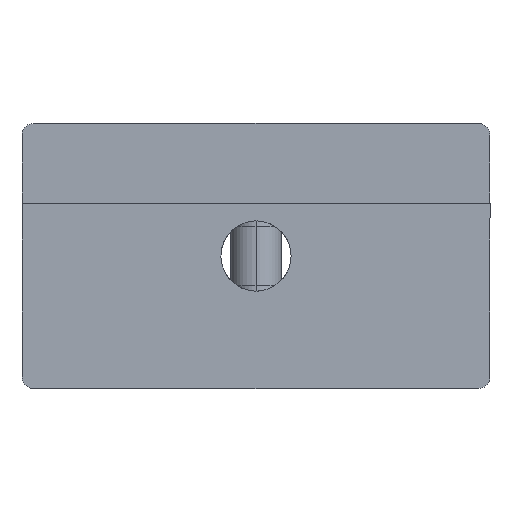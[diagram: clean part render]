
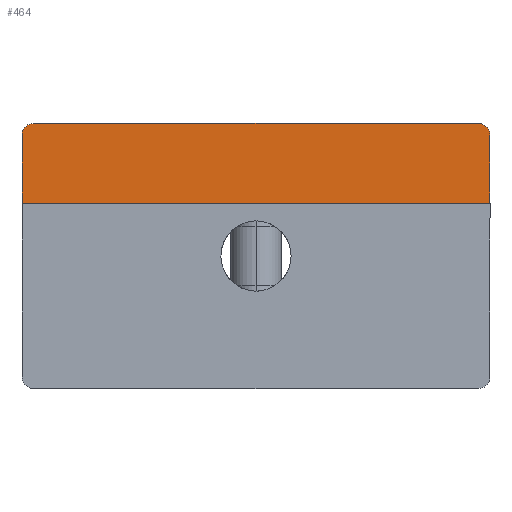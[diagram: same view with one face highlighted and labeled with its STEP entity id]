
A CAD part, left-side view. The second image highlights one B-rep face of the part: STEP entity #464.
In plain terms, the highlighted cylindrical face has radius 500000 mm (diameter 1e+06 mm), a partial arc.
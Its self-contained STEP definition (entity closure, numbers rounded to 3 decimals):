
#73 = CARTESIAN_POINT ( 'NONE',  ( -55., 28.5, 17. ) ) ;
#150 = CARTESIAN_POINT ( 'NONE',  ( -55., 29.165, 16.848 ) ) ;
#199 = ORIENTED_EDGE ( 'NONE', *, *, #792, .T. ) ;
#235 = AXIS2_PLACEMENT_3D ( 'NONE', #568, #2665, #1416 ) ;
#293 = ORIENTED_EDGE ( 'NONE', *, *, #3281, .T. ) ;
#372 = ORIENTED_EDGE ( 'NONE', *, *, #3239, .F. ) ;
#384 = CARTESIAN_POINT ( 'NONE',  ( -55., 30., 15.698 ) ) ;
#464 = ADVANCED_FACE ( 'NONE', ( #3000 ), #799, .F. ) ;
#552 = EDGE_CURVE ( 'NONE', #626, #3287, #1540, .T. ) ;
#568 = CARTESIAN_POINT ( 'NONE',  ( -500055., -39., 0. ) ) ;
#607 = VECTOR ( 'NONE', #3031, 1000. ) ;
#626 = VERTEX_POINT ( 'NONE', #2712 ) ;
#637 = CARTESIAN_POINT ( 'NONE',  ( -55., 29.81, 16.255 ) ) ;
#738 = CARTESIAN_POINT ( 'NONE',  ( -55., -28.5, 17. ) ) ;
#742 = CARTESIAN_POINT ( 'NONE',  ( -55., -29.848, 16.165 ) ) ;
#749 = DIRECTION ( 'NONE',  ( 1., 0., 0. ) ) ;
#792 = EDGE_CURVE ( 'NONE', #1136, #1318, #1812, .T. ) ;
#799 = CYLINDRICAL_SURFACE ( 'NONE', #235, 500000. ) ;
#953 = CARTESIAN_POINT ( 'NONE',  ( -55., -29.693, 16.414 ) ) ;
#1010 = CARTESIAN_POINT ( 'NONE',  ( -55., -30., 15.5 ) ) ;
#1066 = DIRECTION ( 'NONE',  ( 0., -1., 0. ) ) ;
#1136 = VERTEX_POINT ( 'NONE', #3292 ) ;
#1169 = ORIENTED_EDGE ( 'NONE', *, *, #1558, .F. ) ;
#1211 = ORIENTED_EDGE ( 'NONE', *, *, #552, .T. ) ;
#1218 = AXIS2_PLACEMENT_3D ( 'NONE', #2345, #2101, #1862 ) ;
#1294 = CARTESIAN_POINT ( 'NONE',  ( -55., -29.802, 16.251 ) ) ;
#1297 = VERTEX_POINT ( 'NONE', #3149 ) ;
#1318 = VERTEX_POINT ( 'NONE', #738 ) ;
#1416 = DIRECTION ( 'NONE',  ( 0., 0., 1. ) ) ;
#1427 = CARTESIAN_POINT ( 'NONE',  ( -55., 30., 15.5 ) ) ;
#1471 = ORIENTED_EDGE ( 'NONE', *, *, #2755, .T. ) ;
#1509 = CIRCLE ( 'NONE', #2881, 500000. ) ;
#1531 = CARTESIAN_POINT ( 'NONE',  ( -55., -29.423, 16.698 ) ) ;
#1540 = LINE ( 'NONE', #2599, #2430 ) ;
#1558 = EDGE_CURVE ( 'NONE', #626, #1950, #1509, .T. ) ;
#1685 = EDGE_LOOP ( 'NONE', ( #372, #199, #1471, #293, #1169, #1211 ) ) ;
#1692 = CARTESIAN_POINT ( 'NONE',  ( -55., -30., 15.599 ) ) ;
#1702 = CARTESIAN_POINT ( 'NONE',  ( -55., -30., 6.75 ) ) ;
#1755 = B_SPLINE_CURVE_WITH_KNOTS ( 'NONE', 3,
 ( #73, #2174, #2993, #2733, #2476, #150, #2702, #3216, #2209, #3253, #637, #2158, #384, #1427 ),
 .UNSPECIFIED., .F., .F.,
 ( 4, 2, 2, 2, 2, 2, 4 ),
 ( 0., 0., 0.001, 0.001, 0.001, 0.002, 0.002 ),
 .UNSPECIFIED. ) ;
#1804 = CARTESIAN_POINT ( 'NONE',  ( -55., -29.256, 16.81 ) ) ;
#1812 = B_SPLINE_CURVE_WITH_KNOTS ( 'NONE', 3,
 ( #1010, #1692, #1973, #3019, #3378, #742, #1294, #953, #2588, #1531, #1804, #2065, #2339, #3319 ),
 .UNSPECIFIED., .F., .F.,
 ( 4, 2, 2, 2, 2, 2, 4 ),
 ( 0., 0., 0.001, 0.001, 0.001, 0.002, 0.002 ),
 .UNSPECIFIED. ) ;
#1862 = DIRECTION ( 'NONE',  ( -1., 0., 0. ) ) ;
#1941 = CARTESIAN_POINT ( 'NONE',  ( -55., 30., 15.5 ) ) ;
#1950 = VERTEX_POINT ( 'NONE', #1941 ) ;
#1973 = CARTESIAN_POINT ( 'NONE',  ( -55., -29.99, 15.696 ) ) ;
#2065 = CARTESIAN_POINT ( 'NONE',  ( -55., -28.895, 16.96 ) ) ;
#2101 = DIRECTION ( 'NONE',  ( 0., 1., 0. ) ) ;
#2158 = CARTESIAN_POINT ( 'NONE',  ( -55., 29.96, 15.895 ) ) ;
#2174 = CARTESIAN_POINT ( 'NONE',  ( -55., 28.599, 17. ) ) ;
#2209 = CARTESIAN_POINT ( 'NONE',  ( -55., 29.491, 16.63 ) ) ;
#2315 = CARTESIAN_POINT ( 'NONE',  ( -500055., 30., 0. ) ) ;
#2339 = CARTESIAN_POINT ( 'NONE',  ( -55., -28.698, 17. ) ) ;
#2345 = CARTESIAN_POINT ( 'NONE',  ( -500055., -30., 0. ) ) ;
#2430 = VECTOR ( 'NONE', #1066, 1000. ) ;
#2476 = CARTESIAN_POINT ( 'NONE',  ( -55., 28.983, 16.923 ) ) ;
#2554 = CARTESIAN_POINT ( 'NONE',  ( -55., -50., 17. ) ) ;
#2588 = CARTESIAN_POINT ( 'NONE',  ( -55., -29.63, 16.491 ) ) ;
#2599 = CARTESIAN_POINT ( 'NONE',  ( -55., -39., 6.75 ) ) ;
#2665 = DIRECTION ( 'NONE',  ( 0., 1., 0. ) ) ;
#2702 = CARTESIAN_POINT ( 'NONE',  ( -55., 29.251, 16.802 ) ) ;
#2712 = CARTESIAN_POINT ( 'NONE',  ( -55., 30., 6.75 ) ) ;
#2733 = CARTESIAN_POINT ( 'NONE',  ( -55., 28.888, 16.952 ) ) ;
#2755 = EDGE_CURVE ( 'NONE', #1318, #1297, #2809, .T. ) ;
#2809 = LINE ( 'NONE', #2554, #607 ) ;
#2810 = CIRCLE ( 'NONE', #1218, 500000. ) ;
#2881 = AXIS2_PLACEMENT_3D ( 'NONE', #2315, #3366, #749 ) ;
#2993 = CARTESIAN_POINT ( 'NONE',  ( -55., 28.696, 16.99 ) ) ;
#3000 = FACE_OUTER_BOUND ( 'NONE', #1685, .T. ) ;
#3019 = CARTESIAN_POINT ( 'NONE',  ( -55., -29.952, 15.888 ) ) ;
#3031 = DIRECTION ( 'NONE',  ( 0., 1., 0. ) ) ;
#3149 = CARTESIAN_POINT ( 'NONE',  ( -55., 28.5, 17. ) ) ;
#3216 = CARTESIAN_POINT ( 'NONE',  ( -55., 29.414, 16.693 ) ) ;
#3239 = EDGE_CURVE ( 'NONE', #1136, #3287, #2810, .T. ) ;
#3253 = CARTESIAN_POINT ( 'NONE',  ( -55., 29.699, 16.423 ) ) ;
#3281 = EDGE_CURVE ( 'NONE', #1297, #1950, #1755, .T. ) ;
#3287 = VERTEX_POINT ( 'NONE', #1702 ) ;
#3292 = CARTESIAN_POINT ( 'NONE',  ( -55., -30., 15.5 ) ) ;
#3319 = CARTESIAN_POINT ( 'NONE',  ( -55., -28.5, 17. ) ) ;
#3366 = DIRECTION ( 'NONE',  ( 0., -1., 0. ) ) ;
#3378 = CARTESIAN_POINT ( 'NONE',  ( -55., -29.923, 15.983 ) ) ;
